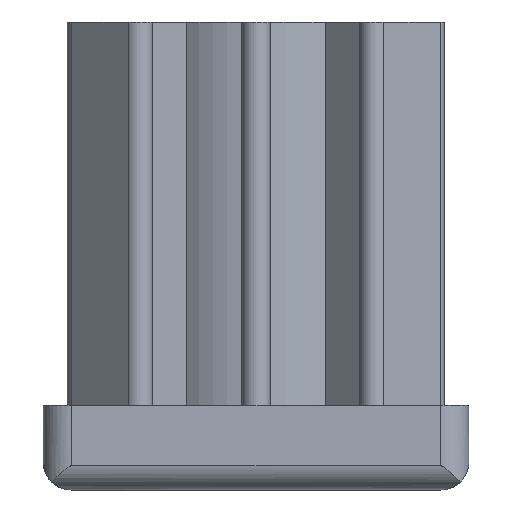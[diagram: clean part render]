
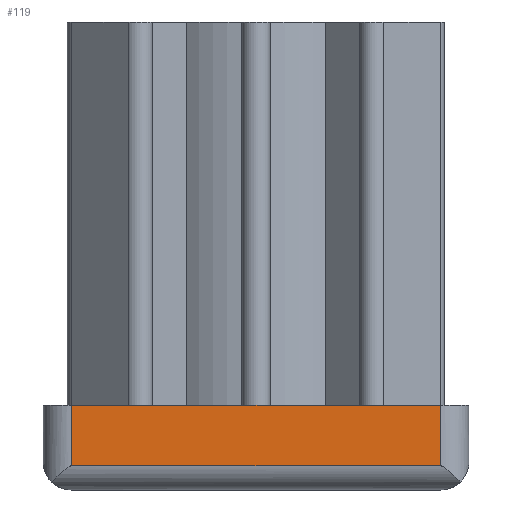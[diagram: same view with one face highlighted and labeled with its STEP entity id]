
A CAD part, left-side view. The second image highlights one B-rep face of the part: STEP entity #119.
In plain terms, the highlighted planar face has unit normal (-1, 0, 0).
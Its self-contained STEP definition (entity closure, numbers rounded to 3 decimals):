
#119 = ADVANCED_FACE( '', ( #285 ), #286, .F. );
#285 = FACE_OUTER_BOUND( '', #500, .T. );
#286 = PLANE( '', #501 );
#500 = EDGE_LOOP( '', ( #833, #834, #835, #836 ) );
#501 = AXIS2_PLACEMENT_3D( '', #837, #838, #839 );
#833 = ORIENTED_EDGE( '', *, *, #1404, .T. );
#834 = ORIENTED_EDGE( '', *, *, #1314, .T. );
#835 = ORIENTED_EDGE( '', *, *, #1414, .F. );
#836 = ORIENTED_EDGE( '', *, *, #1355, .F. );
#837 = CARTESIAN_POINT( '', ( -15., 13., 6. ) );
#838 = DIRECTION( '', ( 1., 0., 0. ) );
#839 = DIRECTION( '', ( 0., 0., -1. ) );
#1314 = EDGE_CURVE( '', #1566, #1574, #1576, .T. );
#1355 = EDGE_CURVE( '', #1647, #1648, #1649, .T. );
#1404 = EDGE_CURVE( '', #1647, #1566, #1736, .T. );
#1414 = EDGE_CURVE( '', #1648, #1574, #1749, .T. );
#1566 = VERTEX_POINT( '', #1947 );
#1574 = VERTEX_POINT( '', #1989 );
#1576 = LINE( '', #2000, #2001 );
#1647 = VERTEX_POINT( '', #2093 );
#1648 = VERTEX_POINT( '', #2094 );
#1649 = LINE( '', #2095, #2096 );
#1736 = LINE( '', #2223, #2224 );
#1749 = LINE( '', #2243, #2244 );
#1947 = CARTESIAN_POINT( '', ( -15., 13., 1.709 ) );
#1989 = CARTESIAN_POINT( '', ( -15., -13., 1.709 ) );
#2000 = CARTESIAN_POINT( '', ( -15., 38., 1.709 ) );
#2001 = VECTOR( '', #2570, 1000. );
#2093 = CARTESIAN_POINT( '', ( -15., 13., 6. ) );
#2094 = CARTESIAN_POINT( '', ( -15., -13., 6. ) );
#2095 = CARTESIAN_POINT( '', ( -15., 13., 6. ) );
#2096 = VECTOR( '', #2622, 1000. );
#2223 = CARTESIAN_POINT( '', ( -15., 13., 6. ) );
#2224 = VECTOR( '', #2707, 1000. );
#2243 = CARTESIAN_POINT( '', ( -15., -13., 6. ) );
#2244 = VECTOR( '', #2714, 1000. );
#2570 = DIRECTION( '', ( 0., -1., 0. ) );
#2622 = DIRECTION( '', ( 0., -1., 0. ) );
#2707 = DIRECTION( '', ( 0., 0., -1. ) );
#2714 = DIRECTION( '', ( 0., 0., -1. ) );
